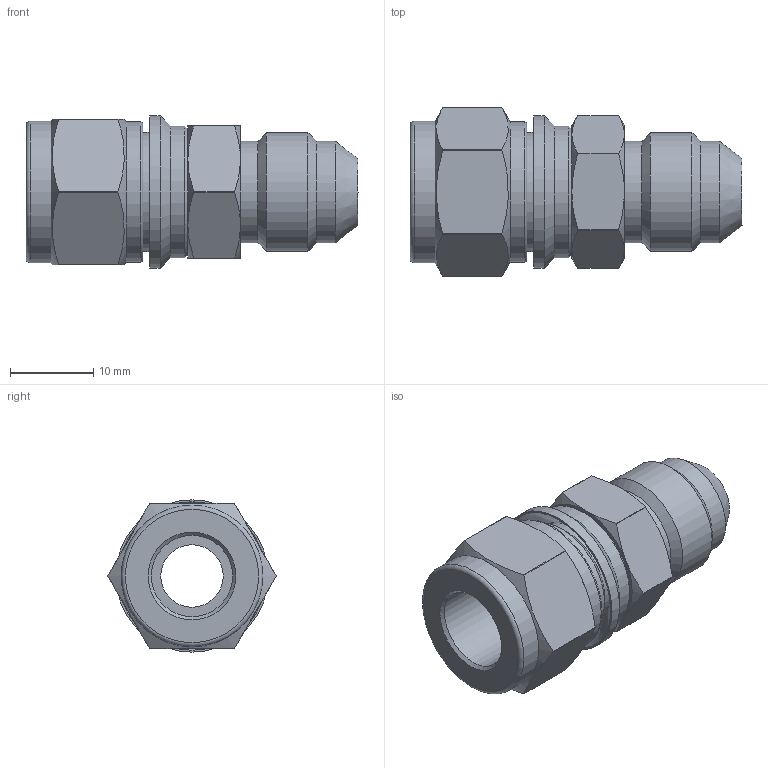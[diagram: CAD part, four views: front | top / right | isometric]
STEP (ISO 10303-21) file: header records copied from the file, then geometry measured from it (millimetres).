
FILE_DESCRIPTION(/* description */ (''),/* implementation_level */ '2;1');
FILE_NAME(/* name */ 'SAUI-6-6U.stp',/* time_stamp */ '2022-04-21T13:45:21+09:00',/* author */ ('user'),/* organization */ (''),/* preprocessor_version */ 'ST-DEVELOPER v18.1',/* originating_system */ 'Autodesk Inventor 2022',/* authorisation */ '');
FILE_SCHEMA (('AUTOMOTIVE_DESIGN { 1 0 10303 214 3 1 1 }'));
Length unit declared in the file: millimetre
Products named in the file (1): SAUI-6-6U
Bounding box: 39.81 x 20.16 x 18.25 mm (x, y, z)
Volume: 5391.3 mm3; surface area: 4041.6 mm2
Topology: 1 solids, 1 shells, 69 faces, 156 edges, 95 vertices
Faces by surface type: cylinder 24, cone 23, plane 20, torus 2
Full cylindrical faces by diameter (mm): 7.5 x1, 9.73 x1, 12.2 x2, 12.5 x1, 13.05 x1, 14.2 x1, 14.28 x1, 15.8 x1, 16.8 x1, 17 x1, 18.25 x1
Entity records: 1936 total; most frequent: CARTESIAN_POINT 393, DIRECTION 333, ORIENTED_EDGE 312, EDGE_CURVE 156, AXIS2_PLACEMENT_3D 143, VERTEX_POINT 95, EDGE_LOOP 77, CIRCLE 73
